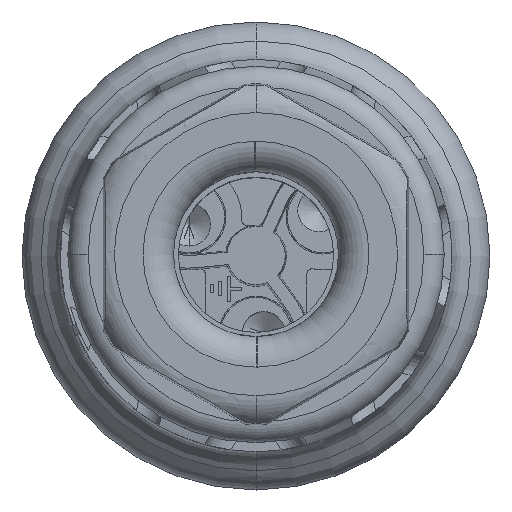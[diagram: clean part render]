
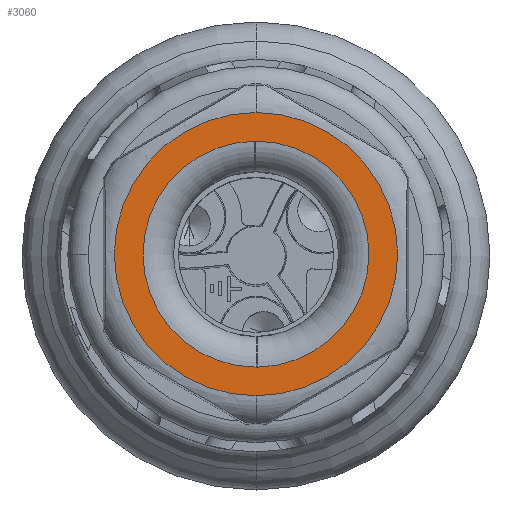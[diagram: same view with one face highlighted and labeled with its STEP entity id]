
A CAD part, top view. The second image highlights one B-rep face of the part: STEP entity #3060.
In plain terms, the highlighted planar face has unit normal (0, 0, 1).
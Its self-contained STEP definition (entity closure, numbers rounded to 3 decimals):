
#3060=ADVANCED_FACE('',(#9460,#9461),#9462,.T.);
#9460=FACE_OUTER_BOUND('',#18086,.T.);
#9461=FACE_BOUND('',#18087,.T.);
#9462=PLANE('',#18088);
#18086=EDGE_LOOP('',(#44375,#44376));
#18087=EDGE_LOOP('',(#44377,#44378,#44379,#44380));
#18088=AXIS2_PLACEMENT_3D('',#44381,#44382,#44383);
#44375=ORIENTED_EDGE('',*,*,#54410,.T.);
#44376=ORIENTED_EDGE('',*,*,#54411,.T.);
#44377=ORIENTED_EDGE('',*,*,#54412,.T.);
#44378=ORIENTED_EDGE('',*,*,#45990,.T.);
#44379=ORIENTED_EDGE('',*,*,#54413,.T.);
#44380=ORIENTED_EDGE('',*,*,#45993,.T.);
#44381=CARTESIAN_POINT('',(0.0,0.0,17.076));
#44382=DIRECTION('',(0.0,0.0,1.0));
#44383=DIRECTION('',(1.0,0.0,0.0));
#45990=EDGE_CURVE('',#54957,#54955,#54958,.T.);
#45993=EDGE_CURVE('',#54962,#54960,#54963,.T.);
#54410=EDGE_CURVE('',#68967,#68969,#68971,.T.);
#54411=EDGE_CURVE('',#68969,#68967,#68972,.T.);
#54412=EDGE_CURVE('',#54960,#54957,#68973,.T.);
#54413=EDGE_CURVE('',#54955,#54962,#68974,.T.);
#54955=VERTEX_POINT('',#69833);
#54957=VERTEX_POINT('',#69835);
#54958=CIRCLE('',#69836,11.105);
#54960=VERTEX_POINT('',#69838);
#54962=VERTEX_POINT('',#69840);
#54963=CIRCLE('',#69841,11.105);
#68967=VERTEX_POINT('',#96902);
#68969=VERTEX_POINT('',#96904);
#68971=CIRCLE('',#96906,13.922);
#68972=CIRCLE('',#96907,13.922);
#68973=CIRCLE('',#96908,11.105);
#68974=CIRCLE('',#96909,11.105);
#69833=CARTESIAN_POINT('',(0.0,-11.105,17.076));
#69835=CARTESIAN_POINT('',(0.165,-11.104,17.076));
#69836=AXIS2_PLACEMENT_3D('',#98349,#98350,#98351);
#69838=CARTESIAN_POINT('',(0.0,11.105,17.076));
#69840=CARTESIAN_POINT('',(-0.165,11.104,17.076));
#69841=AXIS2_PLACEMENT_3D('',#98358,#98359,#98360);
#96902=CARTESIAN_POINT('',(0.0,-13.922,17.076));
#96904=CARTESIAN_POINT('',(0.0,13.922,17.076));
#96906=AXIS2_PLACEMENT_3D('',#106188,#106189,#106190);
#96907=AXIS2_PLACEMENT_3D('',#106191,#106192,#106193);
#96908=AXIS2_PLACEMENT_3D('',#106194,#106195,#106196);
#96909=AXIS2_PLACEMENT_3D('',#106197,#106198,#106199);
#98349=CARTESIAN_POINT('',(0.0,0.0,17.076));
#98350=DIRECTION('',(0.0,0.0,-1.0));
#98351=DIRECTION('',(0.0,1.0,0.0));
#98358=CARTESIAN_POINT('',(0.0,0.0,17.076));
#98359=DIRECTION('',(0.0,0.0,-1.0));
#98360=DIRECTION('',(0.0,-1.0,0.0));
#106188=CARTESIAN_POINT('',(0.0,0.0,17.076));
#106189=DIRECTION('',(0.0,0.0,1.0));
#106190=DIRECTION('',(0.0,-1.0,0.0));
#106191=CARTESIAN_POINT('',(0.0,0.0,17.076));
#106192=DIRECTION('',(0.0,-0.0,1.0));
#106193=DIRECTION('',(0.0,1.0,0.0));
#106194=CARTESIAN_POINT('',(0.0,0.0,17.076));
#106195=DIRECTION('',(0.0,0.0,-1.0));
#106196=DIRECTION('',(0.0,1.0,0.0));
#106197=CARTESIAN_POINT('',(0.0,0.0,17.076));
#106198=DIRECTION('',(0.0,0.0,-1.0));
#106199=DIRECTION('',(0.0,-1.0,0.0));
